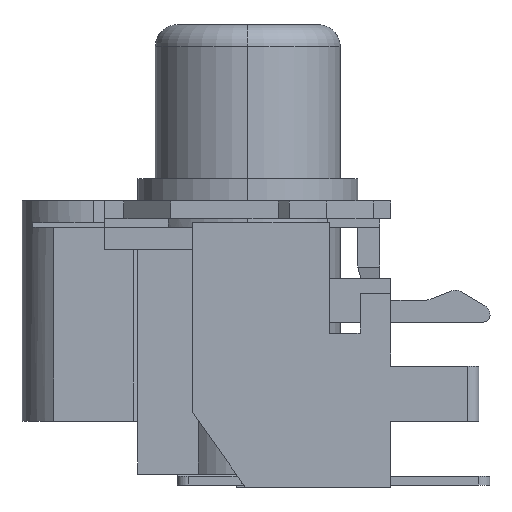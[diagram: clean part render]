
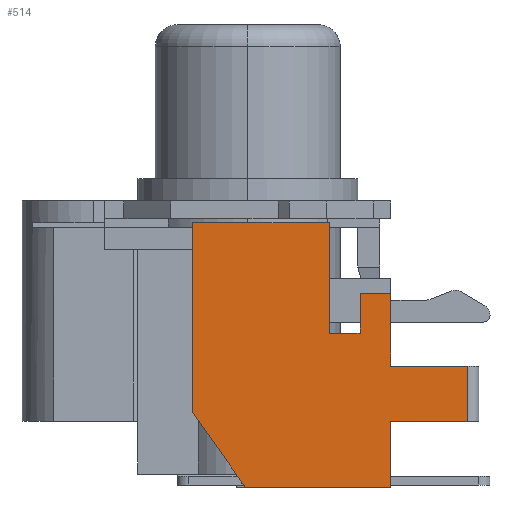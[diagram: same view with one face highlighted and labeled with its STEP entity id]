
A CAD part, left-side view. The second image highlights one B-rep face of the part: STEP entity #514.
In plain terms, the highlighted planar face has unit normal (-1, 0, 0).
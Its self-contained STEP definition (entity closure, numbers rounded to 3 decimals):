
#12 = ORIENTED_EDGE ( 'NONE', *, *, #13674, .T. ) ;
#83 = CARTESIAN_POINT ( 'NONE',  ( -13.5, -13.5, 12. ) ) ;
#163 = CARTESIAN_POINT ( 'NONE',  ( -13.5, -17.5, 3. ) ) ;
#203 = EDGE_CURVE ( 'NONE', #249, #9665, #13516, .T. ) ;
#249 = VERTEX_POINT ( 'NONE', #7055 ) ;
#514 = ADVANCED_FACE ( 'NONE', ( #13574 ), #1227, .F. ) ;
#612 = ORIENTED_EDGE ( 'NONE', *, *, #8407, .F. ) ;
#700 = AXIS2_PLACEMENT_3D ( 'NONE', #2399, #2537, #7858 ) ;
#900 = DIRECTION ( 'NONE',  ( 0., 0., 1. ) ) ;
#1227 = PLANE ( 'NONE',  #700 ) ;
#1228 = CARTESIAN_POINT ( 'NONE',  ( -13.5, -10.7, 7. ) ) ;
#1268 = DIRECTION ( 'NONE',  ( 0., 0., 1. ) ) ;
#1375 = DIRECTION ( 'NONE',  ( 0., 1., 0. ) ) ;
#1564 = EDGE_CURVE ( 'NONE', #12216, #4627, #6161, .T. ) ;
#1630 = CARTESIAN_POINT ( 'NONE',  ( -13.5, -12.1, 7. ) ) ;
#1855 = VECTOR ( 'NONE', #8081, 1000. ) ;
#1875 = DIRECTION ( 'NONE',  ( 0., -1., 0. ) ) ;
#2018 = CARTESIAN_POINT ( 'NONE',  ( -13.5, -13.5, 8.8 ) ) ;
#2161 = EDGE_LOOP ( 'NONE', ( #4011, #9936, #6488, #7189, #612, #12065, #11451, #7998, #4246, #3559, #10935, #9668, #12 ) ) ;
#2313 = LINE ( 'NONE', #1228, #10257 ) ;
#2399 = CARTESIAN_POINT ( 'NONE',  ( -13.5, 13.5, 12. ) ) ;
#2439 = CARTESIAN_POINT ( 'NONE',  ( -13.5, -12.1, 8.8 ) ) ;
#2537 = DIRECTION ( 'NONE',  ( 1., 0., 0. ) ) ;
#2640 = EDGE_CURVE ( 'NONE', #4793, #7299, #13217, .T. ) ;
#2925 = VECTOR ( 'NONE', #1268, 1000. ) ;
#3043 = EDGE_CURVE ( 'NONE', #12453, #7712, #5234, .T. ) ;
#3271 = LINE ( 'NONE', #83, #8238 ) ;
#3279 = CARTESIAN_POINT ( 'NONE',  ( -13.5, -13.5, 12. ) ) ;
#3316 = LINE ( 'NONE', #11250, #2925 ) ;
#3559 = ORIENTED_EDGE ( 'NONE', *, *, #6773, .F. ) ;
#3714 = CARTESIAN_POINT ( 'NONE',  ( -13.5, -17., 5.5 ) ) ;
#3977 = VECTOR ( 'NONE', #8678, 1000. ) ;
#4011 = ORIENTED_EDGE ( 'NONE', *, *, #2640, .F. ) ;
#4102 = CARTESIAN_POINT ( 'NONE',  ( -13.5, -17.5, 5.5 ) ) ;
#4246 = ORIENTED_EDGE ( 'NONE', *, *, #6445, .T. ) ;
#4494 = VERTEX_POINT ( 'NONE', #9614 ) ;
#4607 = VERTEX_POINT ( 'NONE', #10010 ) ;
#4627 = VERTEX_POINT ( 'NONE', #13446 ) ;
#4730 = EDGE_CURVE ( 'NONE', #7712, #12216, #3316, .T. ) ;
#4793 = VERTEX_POINT ( 'NONE', #2018 ) ;
#5228 = CARTESIAN_POINT ( 'NONE',  ( -13.5, 13.5, 0. ) ) ;
#5234 = LINE ( 'NONE', #7470, #10533 ) ;
#5275 = DIRECTION ( 'NONE',  ( 0., 0., -1. ) ) ;
#5285 = VECTOR ( 'NONE', #900, 1000. ) ;
#5531 = DIRECTION ( 'NONE',  ( 0., -1., 0. ) ) ;
#5566 = DIRECTION ( 'NONE',  ( 0., 0.577, 0.817 ) ) ;
#5616 = LINE ( 'NONE', #163, #10281 ) ;
#5683 = EDGE_CURVE ( 'NONE', #12836, #4494, #13986, .T. ) ;
#5811 = VECTOR ( 'NONE', #1875, 1000. ) ;
#5929 = LINE ( 'NONE', #2439, #12592 ) ;
#6161 = LINE ( 'NONE', #12845, #5811 ) ;
#6445 = EDGE_CURVE ( 'NONE', #12453, #4607, #13918, .T. ) ;
#6482 = VERTEX_POINT ( 'NONE', #10669 ) ;
#6488 = ORIENTED_EDGE ( 'NONE', *, *, #5683, .F. ) ;
#6773 = EDGE_CURVE ( 'NONE', #6482, #4607, #3271, .T. ) ;
#7055 = CARTESIAN_POINT ( 'NONE',  ( -13.5, -17., 5.5 ) ) ;
#7083 = VECTOR ( 'NONE', #12452, 1000. ) ;
#7189 = ORIENTED_EDGE ( 'NONE', *, *, #10740, .F. ) ;
#7299 = VERTEX_POINT ( 'NONE', #9442 ) ;
#7345 = LINE ( 'NONE', #4102, #3977 ) ;
#7470 = CARTESIAN_POINT ( 'NONE',  ( -13.5, -4.5, 3.4 ) ) ;
#7551 = VERTEX_POINT ( 'NONE', #9360 ) ;
#7601 = CARTESIAN_POINT ( 'NONE',  ( -13.5, -4.5, 3.4 ) ) ;
#7712 = VERTEX_POINT ( 'NONE', #7601 ) ;
#7858 = DIRECTION ( 'NONE',  ( 0., 1., 0. ) ) ;
#7998 = ORIENTED_EDGE ( 'NONE', *, *, #3043, .F. ) ;
#8081 = DIRECTION ( 'NONE',  ( 0., 0., -1. ) ) ;
#8111 = CARTESIAN_POINT ( 'NONE',  ( -13.5, -6.9, 0. ) ) ;
#8238 = VECTOR ( 'NONE', #9922, 1000. ) ;
#8407 = EDGE_CURVE ( 'NONE', #4627, #7551, #10433, .T. ) ;
#8678 = DIRECTION ( 'NONE',  ( 0., 1., 0. ) ) ;
#9136 = CARTESIAN_POINT ( 'NONE',  ( -13.5, -10.7, 12. ) ) ;
#9360 = CARTESIAN_POINT ( 'NONE',  ( -13.5, -10.7, 7. ) ) ;
#9442 = CARTESIAN_POINT ( 'NONE',  ( -13.5, -13.5, 5.5 ) ) ;
#9473 = CARTESIAN_POINT ( 'NONE',  ( -13.5, -17., 3. ) ) ;
#9510 = DIRECTION ( 'NONE',  ( 0., -1., 0. ) ) ;
#9614 = CARTESIAN_POINT ( 'NONE',  ( -13.5, -12.1, 8.8 ) ) ;
#9665 = VERTEX_POINT ( 'NONE', #9473 ) ;
#9668 = ORIENTED_EDGE ( 'NONE', *, *, #203, .F. ) ;
#9922 = DIRECTION ( 'NONE',  ( 0., 0., -1. ) ) ;
#9936 = ORIENTED_EDGE ( 'NONE', *, *, #12481, .F. ) ;
#10010 = CARTESIAN_POINT ( 'NONE',  ( -13.5, -13.5, 0. ) ) ;
#10257 = VECTOR ( 'NONE', #5531, 1000. ) ;
#10281 = VECTOR ( 'NONE', #1375, 1000. ) ;
#10433 = LINE ( 'NONE', #9136, #7083 ) ;
#10533 = VECTOR ( 'NONE', #5566, 1000. ) ;
#10669 = CARTESIAN_POINT ( 'NONE',  ( -13.5, -13.5, 3. ) ) ;
#10740 = EDGE_CURVE ( 'NONE', #7551, #12836, #2313, .T. ) ;
#10935 = ORIENTED_EDGE ( 'NONE', *, *, #13448, .F. ) ;
#11250 = CARTESIAN_POINT ( 'NONE',  ( -13.5, -4.5, 10.8 ) ) ;
#11316 = DIRECTION ( 'NONE',  ( 0., -1., 0. ) ) ;
#11451 = ORIENTED_EDGE ( 'NONE', *, *, #4730, .F. ) ;
#11470 = VECTOR ( 'NONE', #9510, 1000. ) ;
#11840 = CARTESIAN_POINT ( 'NONE',  ( -13.5, -4.5, 12. ) ) ;
#12065 = ORIENTED_EDGE ( 'NONE', *, *, #1564, .F. ) ;
#12216 = VERTEX_POINT ( 'NONE', #11840 ) ;
#12452 = DIRECTION ( 'NONE',  ( 0., 0., -1. ) ) ;
#12453 = VERTEX_POINT ( 'NONE', #8111 ) ;
#12481 = EDGE_CURVE ( 'NONE', #4494, #4793, #5929, .T. ) ;
#12577 = VECTOR ( 'NONE', #5275, 1000. ) ;
#12592 = VECTOR ( 'NONE', #11316, 1000. ) ;
#12836 = VERTEX_POINT ( 'NONE', #1630 ) ;
#12845 = CARTESIAN_POINT ( 'NONE',  ( -13.5, 13.5, 12. ) ) ;
#13217 = LINE ( 'NONE', #3279, #12577 ) ;
#13446 = CARTESIAN_POINT ( 'NONE',  ( -13.5, -10.7, 12. ) ) ;
#13448 = EDGE_CURVE ( 'NONE', #9665, #6482, #5616, .T. ) ;
#13516 = LINE ( 'NONE', #3714, #1855 ) ;
#13574 = FACE_OUTER_BOUND ( 'NONE', #2161, .T. ) ;
#13674 = EDGE_CURVE ( 'NONE', #249, #7299, #7345, .T. ) ;
#13918 = LINE ( 'NONE', #5228, #11470 ) ;
#13986 = LINE ( 'NONE', #14125, #5285 ) ;
#14125 = CARTESIAN_POINT ( 'NONE',  ( -13.5, -12.1, 7. ) ) ;
